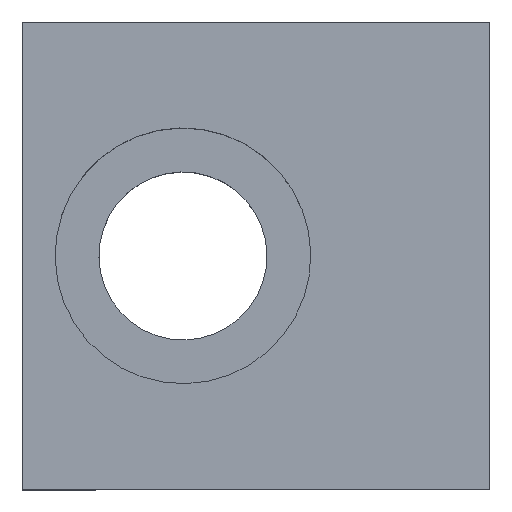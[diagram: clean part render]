
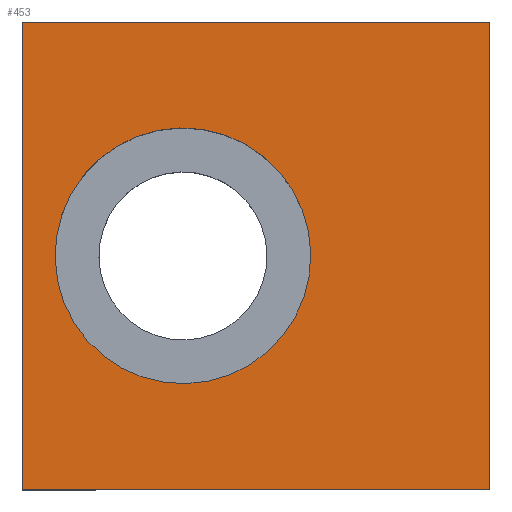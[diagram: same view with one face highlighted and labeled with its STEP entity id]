
A CAD part, top view. The second image highlights one B-rep face of the part: STEP entity #453.
In plain terms, the highlighted planar face has unit normal (0, 0, 1).
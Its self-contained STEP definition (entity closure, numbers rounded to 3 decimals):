
#179=CARTESIAN_POINT('Vertex',(-11.,16.,7.)) ;
#182=CARTESIAN_POINT('Line Origine',(5.,16.,7.)) ;
#186=CARTESIAN_POINT('Vertex',(21.,16.,7.)) ;
#313=CARTESIAN_POINT('Vertex',(-11.,-16.,7.)) ;
#316=CARTESIAN_POINT('Line Origine',(-11.,0.,7.)) ;
#338=CARTESIAN_POINT('Line Origine',(21.,0.,7.)) ;
#342=CARTESIAN_POINT('Vertex',(21.,-16.,7.)) ;
#403=CARTESIAN_POINT('Line Origine',(5.,-16.,7.)) ;
#424=CARTESIAN_POINT('Axis2P3D Location',(21.,0.,7.)) ;
#435=CARTESIAN_POINT('Axis2P3D Location',(0.,0.,7.)) ;
#439=CARTESIAN_POINT('Vertex',(-7.679,4.195,7.)) ;
#441=CARTESIAN_POINT('Vertex',(7.679,-4.195,7.)) ;
#444=CARTESIAN_POINT('Axis2P3D Location',(0.,0.,7.)) ;
#183=DIRECTION('Vector Direction',(-1.,0.,0.)) ;
#317=DIRECTION('Vector Direction',(0.,1.,0.)) ;
#339=DIRECTION('Vector Direction',(0.,1.,0.)) ;
#404=DIRECTION('Vector Direction',(-1.,0.,0.)) ;
#425=DIRECTION('Axis2P3D Direction',(0.,0.,-1.)) ;
#426=DIRECTION('Axis2P3D XDirection',(-1.,0.,0.)) ;
#436=DIRECTION('Axis2P3D Direction',(0.,0.,-1.)) ;
#445=DIRECTION('Axis2P3D Direction',(0.,0.,-1.)) ;
#427=AXIS2_PLACEMENT_3D('Plane Axis2P3D',#424,#425,#426) ;
#437=AXIS2_PLACEMENT_3D('Circle Axis2P3D',#435,#436,$) ;
#446=AXIS2_PLACEMENT_3D('Circle Axis2P3D',#444,#445,$) ;
#430=ORIENTED_EDGE('',*,*,#344,.T.) ;
#431=ORIENTED_EDGE('',*,*,#188,.T.) ;
#432=ORIENTED_EDGE('',*,*,#320,.F.) ;
#433=ORIENTED_EDGE('',*,*,#407,.F.) ;
#450=ORIENTED_EDGE('',*,*,#443,.T.) ;
#451=ORIENTED_EDGE('',*,*,#448,.T.) ;
#452=FACE_BOUND('',#449,.T.) ;
#184=VECTOR('Line Direction',#183,1.) ;
#318=VECTOR('Line Direction',#317,1.) ;
#340=VECTOR('Line Direction',#339,1.) ;
#405=VECTOR('Line Direction',#404,1.) ;
#453=ADVANCED_FACE('PartBody',(#434,#452),#428,.F.) ;
#438=CIRCLE('generated circle',#437,8.75) ;
#447=CIRCLE('generated circle',#446,8.75) ;
#188=EDGE_CURVE('',#187,#180,#185,.T.) ;
#320=EDGE_CURVE('',#314,#180,#319,.T.) ;
#344=EDGE_CURVE('',#343,#187,#341,.T.) ;
#407=EDGE_CURVE('',#343,#314,#406,.T.) ;
#443=EDGE_CURVE('',#440,#442,#438,.T.) ;
#448=EDGE_CURVE('',#442,#440,#447,.T.) ;
#429=EDGE_LOOP('',(#430,#431,#432,#433)) ;
#449=EDGE_LOOP('',(#450,#451)) ;
#434=FACE_OUTER_BOUND('',#429,.T.) ;
#185=LINE('Line',#182,#184) ;
#319=LINE('Line',#316,#318) ;
#341=LINE('Line',#338,#340) ;
#406=LINE('Line',#403,#405) ;
#428=PLANE('Plane',#427) ;
#180=VERTEX_POINT('',#179) ;
#187=VERTEX_POINT('',#186) ;
#314=VERTEX_POINT('',#313) ;
#343=VERTEX_POINT('',#342) ;
#440=VERTEX_POINT('',#439) ;
#442=VERTEX_POINT('',#441) ;
